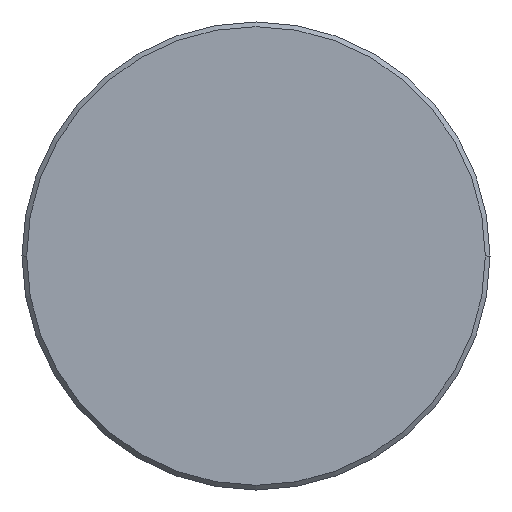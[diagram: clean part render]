
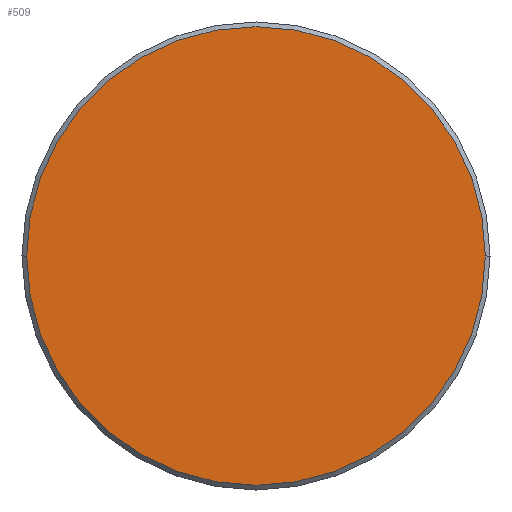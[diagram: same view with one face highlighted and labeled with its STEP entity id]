
A CAD part, left-side view. The second image highlights one B-rep face of the part: STEP entity #509.
In plain terms, the highlighted planar face has unit normal (-1, 0, 0).
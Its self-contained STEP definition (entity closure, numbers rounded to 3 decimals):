
#33 = CARTESIAN_POINT ( 'NONE',  ( -41., 14.7, 0. ) ) ;
#34 = AXIS2_PLACEMENT_3D ( 'NONE', #829, #1081, #989 ) ;
#134 = DIRECTION ( 'NONE',  ( -1., 0., 0. ) ) ;
#142 = EDGE_LOOP ( 'NONE', ( #505, #1148 ) ) ;
#212 = AXIS2_PLACEMENT_3D ( 'NONE', #863, #134, #234 ) ;
#234 = DIRECTION ( 'NONE',  ( 0., 0., 1. ) ) ;
#314 = DIRECTION ( 'NONE',  ( -1., 0., 0. ) ) ;
#319 = PLANE ( 'NONE',  #212 ) ;
#355 = AXIS2_PLACEMENT_3D ( 'NONE', #946, #314, #687 ) ;
#412 = FACE_OUTER_BOUND ( 'NONE', #142, .T. ) ;
#489 = EDGE_CURVE ( 'NONE', #747, #562, #865, .T. ) ;
#505 = ORIENTED_EDGE ( 'NONE', *, *, #1024, .T. ) ;
#509 = ADVANCED_FACE ( 'NONE', ( #412 ), #319, .T. ) ;
#562 = VERTEX_POINT ( 'NONE', #33 ) ;
#620 = CIRCLE ( 'NONE', #34, 14.7 ) ;
#687 = DIRECTION ( 'NONE',  ( 0., 0., 1. ) ) ;
#747 = VERTEX_POINT ( 'NONE', #843 ) ;
#829 = CARTESIAN_POINT ( 'NONE',  ( -41., 0., 0. ) ) ;
#843 = CARTESIAN_POINT ( 'NONE',  ( -41., -14.7, 0. ) ) ;
#863 = CARTESIAN_POINT ( 'NONE',  ( -41., -14.876, -14.876 ) ) ;
#865 = CIRCLE ( 'NONE', #355, 14.7 ) ;
#946 = CARTESIAN_POINT ( 'NONE',  ( -41., 0., 0. ) ) ;
#989 = DIRECTION ( 'NONE',  ( 0., 0., 1. ) ) ;
#1024 = EDGE_CURVE ( 'NONE', #562, #747, #620, .T. ) ;
#1081 = DIRECTION ( 'NONE',  ( -1., 0., 0. ) ) ;
#1148 = ORIENTED_EDGE ( 'NONE', *, *, #489, .T. ) ;
